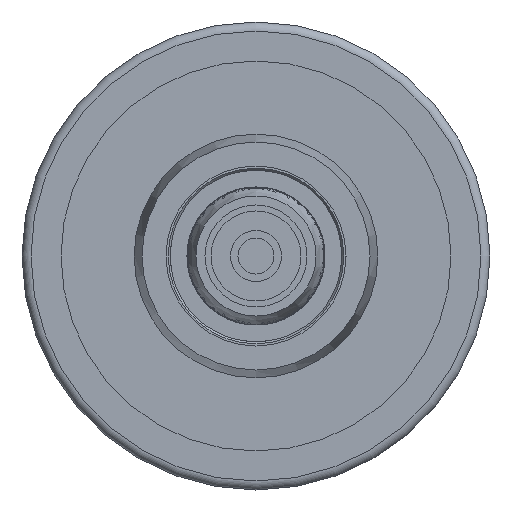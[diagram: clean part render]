
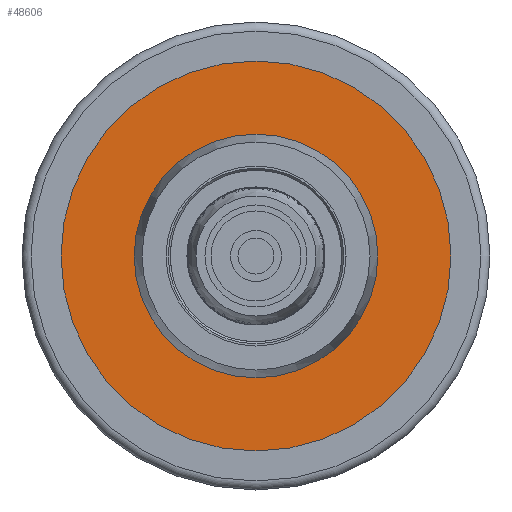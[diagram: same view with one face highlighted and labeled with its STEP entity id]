
A CAD part, left-side view. The second image highlights one B-rep face of the part: STEP entity #48606.
In plain terms, the highlighted planar face has unit normal (-1, 0, 0).
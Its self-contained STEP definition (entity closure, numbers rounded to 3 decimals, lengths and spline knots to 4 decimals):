
#7780=CIRCLE('',#74573,3.25);
#7781=CIRCLE('',#74575,2.03);
#23043=ORIENTED_EDGE('',*,*,#30631,.F.);
#23044=ORIENTED_EDGE('',*,*,#30632,.F.);
#30631=EDGE_CURVE('',#34524,#34524,#7780,.T.);
#30632=EDGE_CURVE('',#34525,#34525,#7781,.F.);
#34524=VERTEX_POINT('',#287077);
#34525=VERTEX_POINT('',#287080);
#41177=EDGE_LOOP('',(#23043));
#41178=EDGE_LOOP('',(#23044));
#44851=FACE_BOUND('',#41177,.T.);
#44852=FACE_BOUND('',#41178,.T.);
#44990=PLANE('',#74574);
#48606=ADVANCED_FACE('',(#44851,#44852),#44990,.F.);
#74573=AXIS2_PLACEMENT_3D('',#287076,#76976,#76977);
#74574=AXIS2_PLACEMENT_3D('',#287078,#76978,#76979);
#74575=AXIS2_PLACEMENT_3D('',#287079,#76980,#76981);
#76976=DIRECTION('',(1.,0.,0.));
#76977=DIRECTION('',(0.,-1.,0.));
#76978=DIRECTION('',(1.,0.,0.));
#76979=DIRECTION('',(0.,0.,-1.));
#76980=DIRECTION('',(1.,0.,0.));
#76981=DIRECTION('',(0.,0.,-1.));
#287076=CARTESIAN_POINT('',(0.,0.,0.));
#287077=CARTESIAN_POINT('',(0.,-3.25,0.));
#287078=CARTESIAN_POINT('',(0.,0.,0.));
#287079=CARTESIAN_POINT('',(0.,0.,0.));
#287080=CARTESIAN_POINT('',(0.,0.,-2.03));
